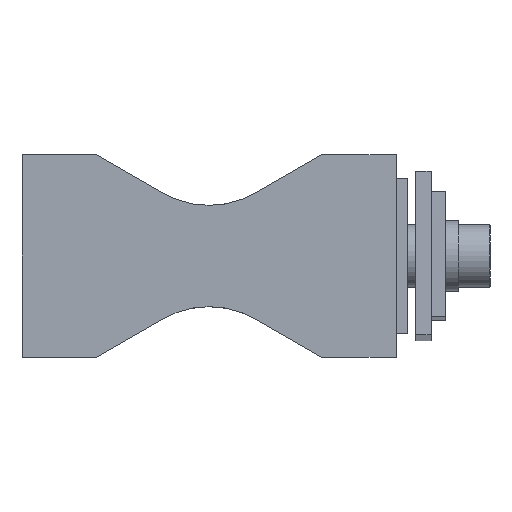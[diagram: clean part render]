
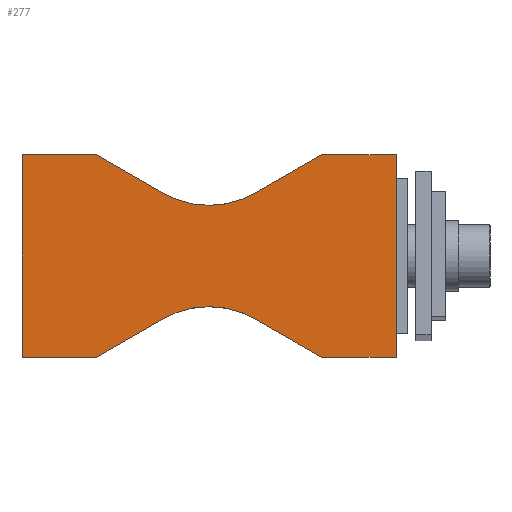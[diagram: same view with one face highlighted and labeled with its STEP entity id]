
A CAD part, left-side view. The second image highlights one B-rep face of the part: STEP entity #277.
In plain terms, the highlighted planar face has unit normal (-1, 0, 0).
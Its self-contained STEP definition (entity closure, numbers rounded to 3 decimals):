
#93 = VERTEX_POINT ( 'NONE', #3182 ) ;
#117 = VERTEX_POINT ( 'NONE', #2714 ) ;
#196 = ORIENTED_EDGE ( 'NONE', *, *, #1490, .F. ) ;
#219 = VECTOR ( 'NONE', #1557, 1000. ) ;
#243 = EDGE_CURVE ( 'NONE', #3399, #861, #2752, .T. ) ;
#252 = ORIENTED_EDGE ( 'NONE', *, *, #2601, .T. ) ;
#256 = FACE_OUTER_BOUND ( 'NONE', #1994, .T. ) ;
#277 = ADVANCED_FACE ( 'NONE', ( #256 ), #2499, .F. ) ;
#286 = VERTEX_POINT ( 'NONE', #3429 ) ;
#304 = EDGE_CURVE ( 'NONE', #286, #781, #3438, .T. ) ;
#370 = CARTESIAN_POINT ( 'NONE',  ( -13.75, 49.5, -13. ) ) ;
#392 = VECTOR ( 'NONE', #642, 1000. ) ;
#403 = CARTESIAN_POINT ( 'NONE',  ( -13.75, 49.5, 13. ) ) ;
#482 = CARTESIAN_POINT ( 'NONE',  ( -13.75, -1.265, 10.809 ) ) ;
#594 = AXIS2_PLACEMENT_3D ( 'NONE', #3435, #3146, #2844 ) ;
#642 = DIRECTION ( 'NONE',  ( 0., -1., 0. ) ) ;
#658 = VECTOR ( 'NONE', #2514, 1000. ) ;
#669 = EDGE_CURVE ( 'NONE', #861, #93, #1365, .T. ) ;
#719 = EDGE_CURVE ( 'NONE', #93, #117, #1380, .T. ) ;
#739 = VECTOR ( 'NONE', #2956, 1000. ) ;
#781 = VERTEX_POINT ( 'NONE', #2624 ) ;
#796 = CARTESIAN_POINT ( 'NONE',  ( -13.75, 49.5, 13. ) ) ;
#861 = VERTEX_POINT ( 'NONE', #370 ) ;
#862 = AXIS2_PLACEMENT_3D ( 'NONE', #1197, #1232, #2947 ) ;
#925 = VECTOR ( 'NONE', #2168, 1000. ) ;
#933 = LINE ( 'NONE', #1149, #739 ) ;
#1006 = EDGE_CURVE ( 'NONE', #781, #1620, #2222, .T. ) ;
#1055 = CARTESIAN_POINT ( 'NONE',  ( -13.75, 9.993, -4.309 ) ) ;
#1059 = ORIENTED_EDGE ( 'NONE', *, *, #2742, .T. ) ;
#1096 = DIRECTION ( 'NONE',  ( 0., -1., 0. ) ) ;
#1121 = CARTESIAN_POINT ( 'NONE',  ( -13.75, 11.026, 13. ) ) ;
#1132 = VECTOR ( 'NONE', #1096, 1000. ) ;
#1149 = CARTESIAN_POINT ( 'NONE',  ( -13.75, 1.5, -13. ) ) ;
#1154 = LINE ( 'NONE', #3162, #1132 ) ;
#1185 = DIRECTION ( 'NONE',  ( 0., -1., 0. ) ) ;
#1197 = CARTESIAN_POINT ( 'NONE',  ( -13.75, 25.5, -18.5 ) ) ;
#1198 = ORIENTED_EDGE ( 'NONE', *, *, #2088, .T. ) ;
#1232 = DIRECTION ( 'NONE',  ( 1., 0., 0. ) ) ;
#1251 = LINE ( 'NONE', #3559, #392 ) ;
#1326 = LINE ( 'NONE', #1055, #925 ) ;
#1365 = LINE ( 'NONE', #3477, #2106 ) ;
#1380 = LINE ( 'NONE', #482, #658 ) ;
#1406 = VECTOR ( 'NONE', #3057, 1000. ) ;
#1490 = EDGE_CURVE ( 'NONE', #3399, #1521, #1251, .T. ) ;
#1506 = VERTEX_POINT ( 'NONE', #2098 ) ;
#1521 = VERTEX_POINT ( 'NONE', #2640 ) ;
#1557 = DIRECTION ( 'NONE',  ( 0., 0., -1. ) ) ;
#1594 = CARTESIAN_POINT ( 'NONE',  ( -13.75, 2.757, 17.775 ) ) ;
#1620 = VERTEX_POINT ( 'NONE', #2167 ) ;
#1655 = ORIENTED_EDGE ( 'NONE', *, *, #1006, .T. ) ;
#1657 = CIRCLE ( 'NONE', #862, 12. ) ;
#1692 = ORIENTED_EDGE ( 'NONE', *, *, #2509, .F. ) ;
#1828 = LINE ( 'NONE', #1883, #1406 ) ;
#1883 = CARTESIAN_POINT ( 'NONE',  ( -13.75, 0., -13. ) ) ;
#1916 = VERTEX_POINT ( 'NONE', #2040 ) ;
#1928 = CARTESIAN_POINT ( 'NONE',  ( -13.75, 0., 13. ) ) ;
#1943 = EDGE_CURVE ( 'NONE', #1506, #3608, #933, .T. ) ;
#1944 = DIRECTION ( 'NONE',  ( 0., 0., -1. ) ) ;
#1985 = CARTESIAN_POINT ( 'NONE',  ( -13.75, 25.5, 18.5 ) ) ;
#1994 = EDGE_LOOP ( 'NONE', ( #1198, #2725, #1692, #1059, #2979, #1655, #3262, #196, #3084, #2102, #3325, #252, #3271 ) ) ;
#2040 = CARTESIAN_POINT ( 'NONE',  ( -13.75, 11.026, -13. ) ) ;
#2049 = AXIS2_PLACEMENT_3D ( 'NONE', #1985, #3142, #1944 ) ;
#2088 = EDGE_CURVE ( 'NONE', #1916, #1506, #1828, .T. ) ;
#2098 = CARTESIAN_POINT ( 'NONE',  ( -13.75, 1.5, -13. ) ) ;
#2102 = ORIENTED_EDGE ( 'NONE', *, *, #669, .T. ) ;
#2106 = VECTOR ( 'NONE', #1185, 1000. ) ;
#2167 = CARTESIAN_POINT ( 'NONE',  ( -13.75, 31.5, 8.108 ) ) ;
#2168 = DIRECTION ( 'NONE',  ( 0., 0.866, 0.5 ) ) ;
#2222 = CIRCLE ( 'NONE', #594, 12. ) ;
#2460 = CARTESIAN_POINT ( 'NONE',  ( -13.75, 19.5, -8.108 ) ) ;
#2479 = VERTEX_POINT ( 'NONE', #1121 ) ;
#2498 = LINE ( 'NONE', #1594, #2807 ) ;
#2499 = PLANE ( 'NONE',  #2657 ) ;
#2509 = EDGE_CURVE ( 'NONE', #2479, #3608, #1154, .T. ) ;
#2514 = DIRECTION ( 'NONE',  ( 0., -0.866, 0.5 ) ) ;
#2601 = EDGE_CURVE ( 'NONE', #117, #2741, #1657, .T. ) ;
#2624 = CARTESIAN_POINT ( 'NONE',  ( -13.75, 25.5, 6.5 ) ) ;
#2640 = CARTESIAN_POINT ( 'NONE',  ( -13.75, 39.974, 13. ) ) ;
#2657 = AXIS2_PLACEMENT_3D ( 'NONE', #1928, #3716, #2840 ) ;
#2714 = CARTESIAN_POINT ( 'NONE',  ( -13.75, 31.5, -8.108 ) ) ;
#2725 = ORIENTED_EDGE ( 'NONE', *, *, #1943, .T. ) ;
#2732 = DIRECTION ( 'NONE',  ( 0., 0.866, -0.5 ) ) ;
#2740 = EDGE_CURVE ( 'NONE', #1620, #1521, #1326, .T. ) ;
#2741 = VERTEX_POINT ( 'NONE', #2460 ) ;
#2742 = EDGE_CURVE ( 'NONE', #2479, #286, #2498, .T. ) ;
#2752 = LINE ( 'NONE', #403, #219 ) ;
#2807 = VECTOR ( 'NONE', #2732, 1000. ) ;
#2827 = DIRECTION ( 'NONE',  ( 0., -0.866, -0.5 ) ) ;
#2840 = DIRECTION ( 'NONE',  ( 0., 0., -1. ) ) ;
#2844 = DIRECTION ( 'NONE',  ( 0., 0., -1. ) ) ;
#2941 = VECTOR ( 'NONE', #2827, 1000. ) ;
#2947 = DIRECTION ( 'NONE',  ( 0., 0., -1. ) ) ;
#2956 = DIRECTION ( 'NONE',  ( 0., 0., 1. ) ) ;
#2979 = ORIENTED_EDGE ( 'NONE', *, *, #304, .T. ) ;
#3057 = DIRECTION ( 'NONE',  ( 0., -1., 0. ) ) ;
#3084 = ORIENTED_EDGE ( 'NONE', *, *, #243, .T. ) ;
#3108 = CARTESIAN_POINT ( 'NONE',  ( -13.75, 14.015, -11.275 ) ) ;
#3142 = DIRECTION ( 'NONE',  ( 1., 0., 0. ) ) ;
#3146 = DIRECTION ( 'NONE',  ( 1., 0., 0. ) ) ;
#3162 = CARTESIAN_POINT ( 'NONE',  ( -13.75, 0., 13. ) ) ;
#3182 = CARTESIAN_POINT ( 'NONE',  ( -13.75, 39.974, -13. ) ) ;
#3262 = ORIENTED_EDGE ( 'NONE', *, *, #2740, .T. ) ;
#3271 = ORIENTED_EDGE ( 'NONE', *, *, #3572, .T. ) ;
#3325 = ORIENTED_EDGE ( 'NONE', *, *, #719, .T. ) ;
#3399 = VERTEX_POINT ( 'NONE', #796 ) ;
#3429 = CARTESIAN_POINT ( 'NONE',  ( -13.75, 19.5, 8.108 ) ) ;
#3435 = CARTESIAN_POINT ( 'NONE',  ( -13.75, 25.5, 18.5 ) ) ;
#3438 = CIRCLE ( 'NONE', #2049, 12. ) ;
#3477 = CARTESIAN_POINT ( 'NONE',  ( -13.75, 0., -13. ) ) ;
#3559 = CARTESIAN_POINT ( 'NONE',  ( -13.75, 0., 13. ) ) ;
#3572 = EDGE_CURVE ( 'NONE', #2741, #1916, #3703, .T. ) ;
#3608 = VERTEX_POINT ( 'NONE', #3685 ) ;
#3685 = CARTESIAN_POINT ( 'NONE',  ( -13.75, 1.5, 13. ) ) ;
#3703 = LINE ( 'NONE', #3108, #2941 ) ;
#3716 = DIRECTION ( 'NONE',  ( 1., 0., 0. ) ) ;
